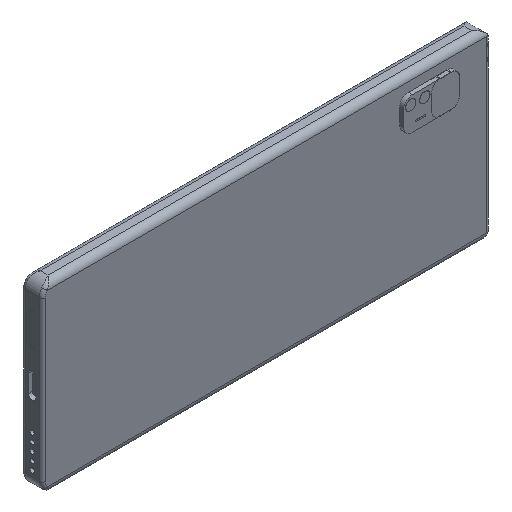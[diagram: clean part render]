
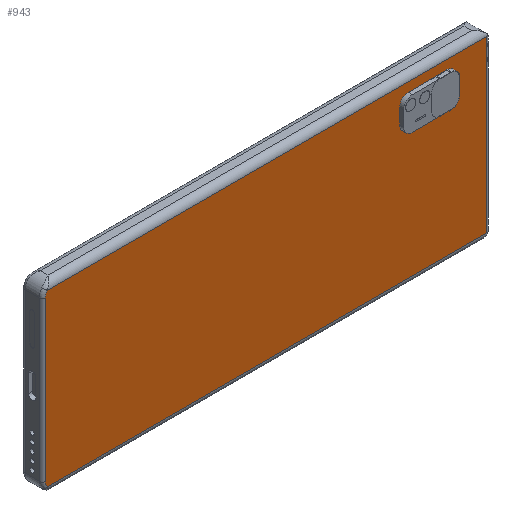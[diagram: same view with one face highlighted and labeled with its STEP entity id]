
A CAD part, isometric view. The second image highlights one B-rep face of the part: STEP entity #943.
In plain terms, the highlighted planar face has unit normal (0, -1, 0).
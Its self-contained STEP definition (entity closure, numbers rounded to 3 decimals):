
#140 = CIRCLE ( 'NONE', #773, 4.5 ) ;
#169 = DIRECTION ( 'NONE',  ( 0., -1., 0. ) ) ;
#291 = EDGE_CURVE ( 'NONE', #1217, #2770, #3553, .T. ) ;
#355 = ORIENTED_EDGE ( 'NONE', *, *, #4952, .T. ) ;
#404 = CARTESIAN_POINT ( 'NONE',  ( -106.148, 0., 0. ) ) ;
#495 = EDGE_CURVE ( 'NONE', #1364, #1217, #5038, .T. ) ;
#524 = CARTESIAN_POINT ( 'NONE',  ( 110.852, 0., 24.9 ) ) ;
#554 = EDGE_CURVE ( 'NONE', #4984, #4217, #1071, .T. ) ;
#641 = CARTESIAN_POINT ( 'NONE',  ( 0., 0., 0. ) ) ;
#656 = CARTESIAN_POINT ( 'NONE',  ( -101.648, 0., 50.9 ) ) ;
#773 = AXIS2_PLACEMENT_3D ( 'NONE', #5527, #4590, #4185 ) ;
#851 = LINE ( 'NONE', #404, #3566 ) ;
#917 = ORIENTED_EDGE ( 'NONE', *, *, #291, .T. ) ;
#943 = ADVANCED_FACE ( 'NONE', ( #2427 ), #5551, .F. ) ;
#957 = CARTESIAN_POINT ( 'NONE',  ( 110.852, 0., -1.1 ) ) ;
#995 = CARTESIAN_POINT ( 'NONE',  ( 110.852, 0., 51.833 ) ) ;
#1071 = CIRCLE ( 'NONE', #5081, 4.5 ) ;
#1217 = VERTEX_POINT ( 'NONE', #2370 ) ;
#1224 = AXIS2_PLACEMENT_3D ( 'NONE', #641, #2926, #1544 ) ;
#1364 = VERTEX_POINT ( 'NONE', #4836 ) ;
#1424 = CARTESIAN_POINT ( 'NONE',  ( 110.852, 0., 50.9 ) ) ;
#1463 = DIRECTION ( 'NONE',  ( 1., 0., 0. ) ) ;
#1485 = CARTESIAN_POINT ( 'NONE',  ( 110.852, 0., -28.967 ) ) ;
#1544 = DIRECTION ( 'NONE',  ( 0., 0., 1. ) ) ;
#1582 = DIRECTION ( 'NONE',  ( 0., 0., 1. ) ) ;
#1788 = CARTESIAN_POINT ( 'NONE',  ( -106.148, 0., -27.1 ) ) ;
#1904 = ORIENTED_EDGE ( 'NONE', *, *, #3446, .T. ) ;
#2344 = CARTESIAN_POINT ( 'NONE',  ( 110.852, 0., -29.9 ) ) ;
#2370 = CARTESIAN_POINT ( 'NONE',  ( 110.852, 0., -29.9 ) ) ;
#2427 = FACE_OUTER_BOUND ( 'NONE', #2891, .T. ) ;
#2460 = VERTEX_POINT ( 'NONE', #1788 ) ;
#2639 = CARTESIAN_POINT ( 'NONE',  ( -106.148, 0., 50.9 ) ) ;
#2770 = VERTEX_POINT ( 'NONE', #3552 ) ;
#2874 = CARTESIAN_POINT ( 'NONE',  ( 0., 0., -29.9 ) ) ;
#2891 = EDGE_LOOP ( 'NONE', ( #5068, #1904, #5054, #917, #355, #4503 ) ) ;
#2926 = DIRECTION ( 'NONE',  ( 0., 1., 0. ) ) ;
#2931 = CARTESIAN_POINT ( 'NONE',  ( 110.852, 0., 53.7 ) ) ;
#2950 = VECTOR ( 'NONE', #3778, 1000. ) ;
#3187 = CARTESIAN_POINT ( 'NONE',  ( 110.852, 0., -28.034 ) ) ;
#3446 = EDGE_CURVE ( 'NONE', #2460, #1364, #140, .T. ) ;
#3552 = CARTESIAN_POINT ( 'NONE',  ( 110.852, 0., 53.7 ) ) ;
#3553 = B_SPLINE_CURVE_WITH_KNOTS ( 'NONE', 3,
 ( #2344, #1485, #3187, #4971, #957, #524, #1424, #995, #4269, #2931 ),
 .UNSPECIFIED., .F., .F.,
 ( 4, 3, 3, 4 ),
 ( -0.087, -0.084, -0.006, -0.003 ),
 .UNSPECIFIED. ) ;
#3566 = VECTOR ( 'NONE', #5681, 1000. ) ;
#3685 = CARTESIAN_POINT ( 'NONE',  ( -105.171, 0., 53.7 ) ) ;
#3778 = DIRECTION ( 'NONE',  ( -1., 0., 0. ) ) ;
#4071 = EDGE_CURVE ( 'NONE', #4217, #2460, #851, .T. ) ;
#4175 = CARTESIAN_POINT ( 'NONE',  ( 0., 0., 53.7 ) ) ;
#4185 = DIRECTION ( 'NONE',  ( 0., 0., 1. ) ) ;
#4217 = VERTEX_POINT ( 'NONE', #2639 ) ;
#4269 = CARTESIAN_POINT ( 'NONE',  ( 110.852, 0., 52.766 ) ) ;
#4503 = ORIENTED_EDGE ( 'NONE', *, *, #554, .T. ) ;
#4590 = DIRECTION ( 'NONE',  ( 0., -1., 0. ) ) ;
#4836 = CARTESIAN_POINT ( 'NONE',  ( -105.171, 0., -29.9 ) ) ;
#4889 = VECTOR ( 'NONE', #1463, 1000. ) ;
#4952 = EDGE_CURVE ( 'NONE', #2770, #4984, #5604, .T. ) ;
#4971 = CARTESIAN_POINT ( 'NONE',  ( 110.852, 0., -27.1 ) ) ;
#4984 = VERTEX_POINT ( 'NONE', #3685 ) ;
#5038 = LINE ( 'NONE', #2874, #4889 ) ;
#5054 = ORIENTED_EDGE ( 'NONE', *, *, #495, .T. ) ;
#5068 = ORIENTED_EDGE ( 'NONE', *, *, #4071, .T. ) ;
#5081 = AXIS2_PLACEMENT_3D ( 'NONE', #656, #169, #1582 ) ;
#5527 = CARTESIAN_POINT ( 'NONE',  ( -101.648, 0., -27.1 ) ) ;
#5551 = PLANE ( 'NONE',  #1224 ) ;
#5604 = LINE ( 'NONE', #4175, #2950 ) ;
#5681 = DIRECTION ( 'NONE',  ( 0., 0., -1. ) ) ;
